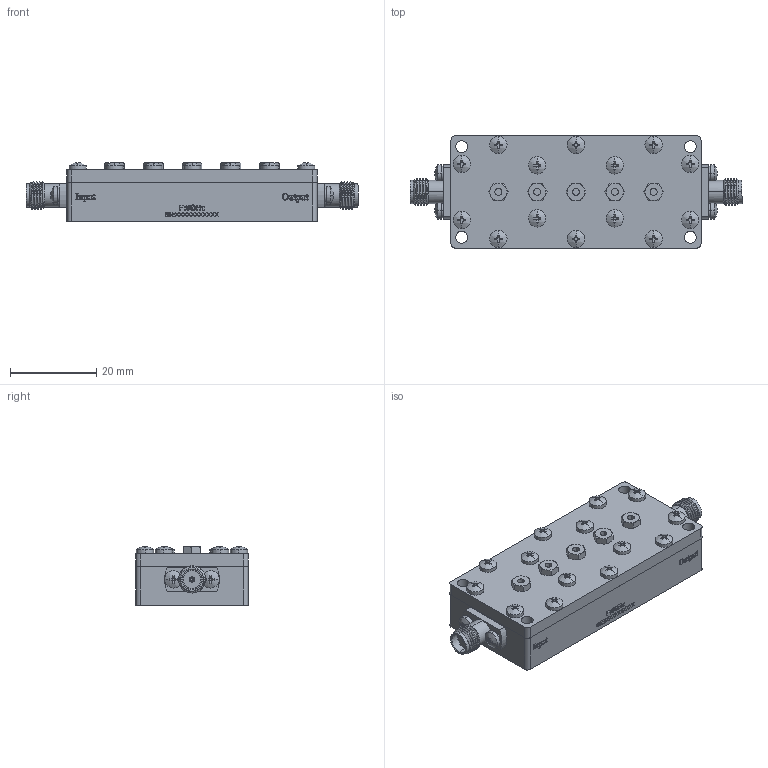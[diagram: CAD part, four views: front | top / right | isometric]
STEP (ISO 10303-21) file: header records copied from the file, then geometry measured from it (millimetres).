
FILE_DESCRIPTION (( 'STEP AP214' ), '1' );
FILE_NAME ('FMFL1022_3D.step', '2024-06-07T18:17:39', ( '' ), ( '' ), 'SwSTEP 2.0', 'SolidWorks 2022', '' );
FILE_SCHEMA (( 'AUTOMOTIVE_DESIGN' ));
Length unit declared in the file: millimetre
Products named in the file (1): FMFL1022_3D
Bounding box: 77 x 26 x 13.6 mm (x, y, z)
Volume: 14309.4 mm3; surface area: 10178.9 mm2
Topology: 1 solids, 31 shells, 1886 faces, 5122 edges, 3356 vertices
Faces by surface type: plane 1350, cylinder 380, cone 116, bspline 40
Entity records: 62391 total; most frequent: CARTESIAN_POINT 15560, ORIENTED_EDGE 10180, DIRECTION 9082, EDGE_CURVE 5090, VECTOR 3604, LINE 3604, VERTEX_POINT 3356, AXIS2_PLACEMENT_3D 2739
